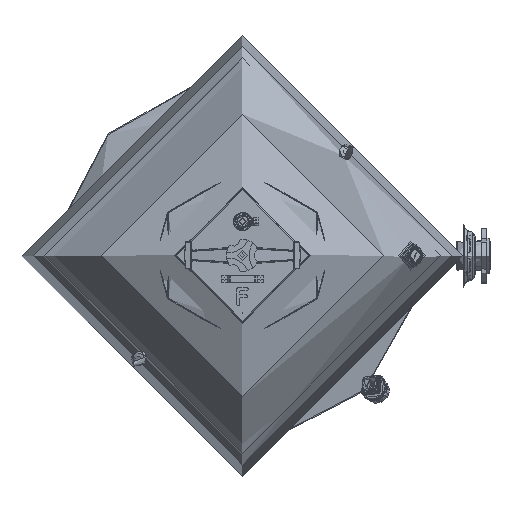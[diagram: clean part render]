
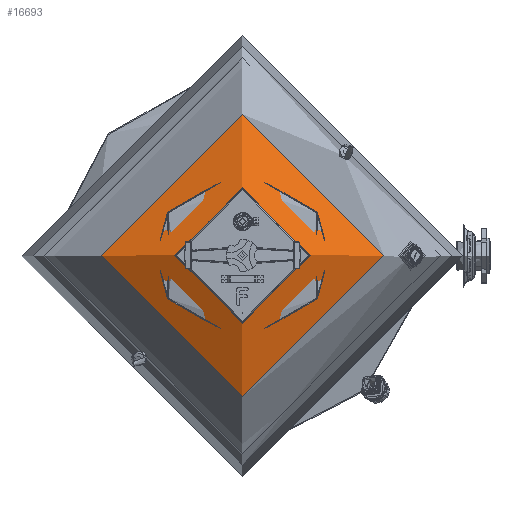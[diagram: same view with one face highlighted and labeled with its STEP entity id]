
A CAD part, top view. The second image highlights one B-rep face of the part: STEP entity #16693.
In plain terms, the highlighted free-form (B-spline) face has degree [3, 3] with [4, 7] control points.
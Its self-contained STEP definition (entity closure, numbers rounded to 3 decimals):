
#16693 = ADVANCED_FACE( '', ( #25104, #25105 ), #25106, .T. );
#25104 = FACE_OUTER_BOUND( '', #28314, .T. );
#25105 = FACE_OUTER_BOUND( '', #28315, .T. );
#25106 = ( BOUNDED_SURFACE(  )B_SPLINE_SURFACE( 3, 3, ( ( #28318, #28319, #28320, #28321, #28322, #28323, #28324 ), ( #28325, #28326, #28327, #28328, #28329, #28330, #28331 ), ( #28332, #28333, #28334, #28335, #28336, #28337, #28338 ), ( #28339, #28340, #28341, #28342, #28343, #28344, #28345 ) ), .UNSPECIFIED., .F., .T., .F. )B_SPLINE_SURFACE_WITH_KNOTS( ( 4, 4 ), ( 4, 3, 4 ), ( 0., 6.283 ), ( -1.356, -1.255, -1.155 ), .UNSPECIFIED. )GEOMETRIC_REPRESENTATION_ITEM(  )RATIONAL_B_SPLINE_SURFACE( ( ( 1., 0.333, 0.333, 1., 0.333, 0.333, 1. ), ( 0.997, 0.332, 0.332, 0.997, 0.332, 0.332, 0.997 ), ( 0.997, 0.332, 0.332, 0.997, 0.332, 0.332, 0.997 ), ( 1., 0.333, 0.333, 1., 0.333, 0.333, 1. ) ) )REPRESENTATION_ITEM( '' )SURFACE(  ) );
#28314 = EDGE_LOOP( '', ( #32951 ) );
#28315 = EDGE_LOOP( '', ( #32952 ) );
#28318 = CARTESIAN_POINT( '', ( -522.303, 0., 717.37 ) );
#28319 = CARTESIAN_POINT( '', ( -522.303, 1044.607, 717.37 ) );
#28320 = CARTESIAN_POINT( '', ( 522.303, 1044.607, 717.37 ) );
#28321 = CARTESIAN_POINT( '', ( 522.303, 0., 717.37 ) );
#28322 = CARTESIAN_POINT( '', ( 522.303, -1044.607, 717.37 ) );
#28323 = CARTESIAN_POINT( '', ( -522.303, -1044.607, 717.37 ) );
#28324 = CARTESIAN_POINT( '', ( -522.303, 0., 717.37 ) );
#28325 = CARTESIAN_POINT( '', ( -434.677, 0., 756.101 ) );
#28326 = CARTESIAN_POINT( '', ( -434.677, 869.354, 756.101 ) );
#28327 = CARTESIAN_POINT( '', ( 434.677, 869.354, 756.101 ) );
#28328 = CARTESIAN_POINT( '', ( 434.677, 0., 756.101 ) );
#28329 = CARTESIAN_POINT( '', ( 434.677, -869.354, 756.101 ) );
#28330 = CARTESIAN_POINT( '', ( -434.677, -869.354, 756.101 ) );
#28331 = CARTESIAN_POINT( '', ( -434.677, 0., 756.101 ) );
#28332 = CARTESIAN_POINT( '', ( -343.602, 0., 785.829 ) );
#28333 = CARTESIAN_POINT( '', ( -343.602, 687.204, 785.829 ) );
#28334 = CARTESIAN_POINT( '', ( 343.602, 687.204, 785.829 ) );
#28335 = CARTESIAN_POINT( '', ( 343.602, 0., 785.829 ) );
#28336 = CARTESIAN_POINT( '', ( 343.602, -687.204, 785.829 ) );
#28337 = CARTESIAN_POINT( '', ( -343.602, -687.204, 785.829 ) );
#28338 = CARTESIAN_POINT( '', ( -343.602, 0., 785.829 ) );
#28339 = CARTESIAN_POINT( '', ( -250., 0., 806.254 ) );
#28340 = CARTESIAN_POINT( '', ( -250., 500., 806.254 ) );
#28341 = CARTESIAN_POINT( '', ( 250., 500., 806.254 ) );
#28342 = CARTESIAN_POINT( '', ( 250., 0., 806.254 ) );
#28343 = CARTESIAN_POINT( '', ( 250., -500., 806.254 ) );
#28344 = CARTESIAN_POINT( '', ( -250., -500., 806.254 ) );
#28345 = CARTESIAN_POINT( '', ( -250., 0., 806.254 ) );
#32951 = ORIENTED_EDGE( '', *, *, #66123, .F. );
#32952 = ORIENTED_EDGE( '', *, *, #66132, .F. );
#66123 = EDGE_CURVE( '', #69489, #69489, #69490, .T. );
#66132 = EDGE_CURVE( '', #69507, #69507, #69508, .F. );
#69489 = VERTEX_POINT( '', #70705 );
#69490 = CIRCLE( '', #70706, 522.303 );
#69507 = VERTEX_POINT( '', #71151 );
#69508 = CIRCLE( '', #71152, 250. );
#70705 = CARTESIAN_POINT( '', ( -522.303, 0., 717.37 ) );
#70706 = AXIS2_PLACEMENT_3D( '', #71282, #71283, #71284 );
#71151 = CARTESIAN_POINT( '', ( -250., 0., 806.254 ) );
#71152 = AXIS2_PLACEMENT_3D( '', #71297, #71298, #71299 );
#71282 = CARTESIAN_POINT( '', ( 0., 0., 717.37 ) );
#71283 = DIRECTION( '', ( 0., 0., -1. ) );
#71284 = DIRECTION( '', ( -1., 0., 0. ) );
#71297 = CARTESIAN_POINT( '', ( 0., 0., 806.254 ) );
#71298 = DIRECTION( '', ( 0., 0., -1. ) );
#71299 = DIRECTION( '', ( -1., 0., 0. ) );
